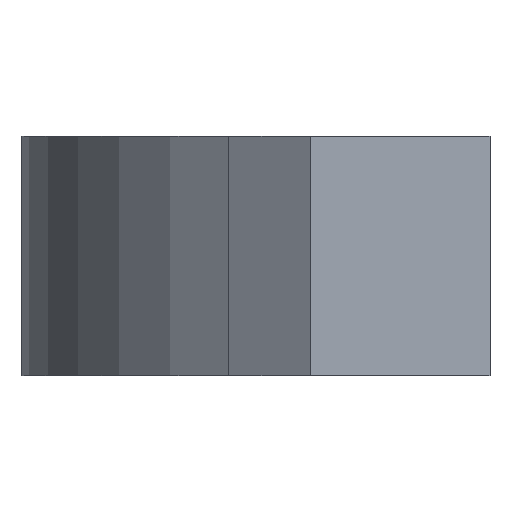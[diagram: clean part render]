
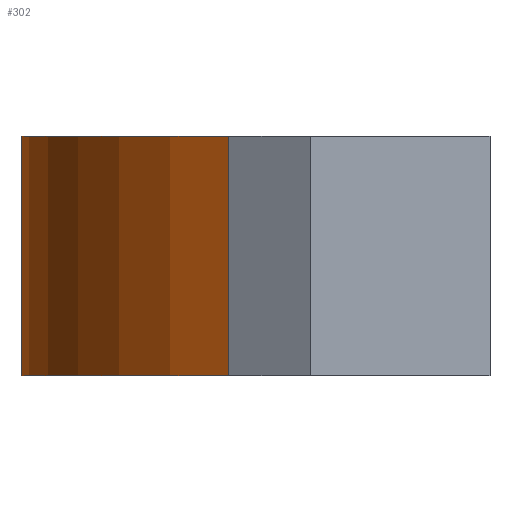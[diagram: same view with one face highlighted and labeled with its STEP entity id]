
A CAD part, left-side view. The second image highlights one B-rep face of the part: STEP entity #302.
In plain terms, the highlighted cylindrical face has radius 39.134 mm (diameter 78.268 mm), a partial arc.
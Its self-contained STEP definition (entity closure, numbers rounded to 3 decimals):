
#5 = VERTEX_POINT ( 'NONE', #121 ) ;
#7 = VERTEX_POINT ( 'NONE', #120 ) ;
#20 = ORIENTED_EDGE ( 'NONE', *, *, #352, .F. ) ;
#31 = ORIENTED_EDGE ( 'NONE', *, *, #359, .T. ) ;
#36 = VERTEX_POINT ( 'NONE', #101 ) ;
#44 = VERTEX_POINT ( 'NONE', #118 ) ;
#55 = ORIENTED_EDGE ( 'NONE', *, *, #311, .F. ) ;
#57 = ORIENTED_EDGE ( 'NONE', *, *, #342, .T. ) ;
#101 = CARTESIAN_POINT ( 'NONE',  ( 31.801, 22.807, 20. ) ) ;
#118 = CARTESIAN_POINT ( 'NONE',  ( 31.801, 22.807, 0. ) ) ;
#120 = CARTESIAN_POINT ( 'NONE',  ( -32.462, 21.856, 0. ) ) ;
#121 = CARTESIAN_POINT ( 'NONE',  ( -32.462, 21.856, 20. ) ) ;
#127 = DIRECTION ( 'NONE',  ( 0., 0., -1. ) ) ;
#129 = CARTESIAN_POINT ( 'NONE',  ( -32.462, 21.856, 20. ) ) ;
#133 = DIRECTION ( 'NONE',  ( 0., 0., -1. ) ) ;
#141 = CARTESIAN_POINT ( 'NONE',  ( 0., 0., 20. ) ) ;
#149 = DIRECTION ( 'NONE',  ( -1., 0., 0. ) ) ;
#172 = CARTESIAN_POINT ( 'NONE',  ( 31.801, 22.807, 20. ) ) ;
#176 = DIRECTION ( 'NONE',  ( 0., 0., -1. ) ) ;
#199 = CARTESIAN_POINT ( 'NONE',  ( 0., 0., 20. ) ) ;
#204 = DIRECTION ( 'NONE',  ( 1., 0., 0. ) ) ;
#207 = DIRECTION ( 'NONE',  ( 0., 0., 1. ) ) ;
#209 = CARTESIAN_POINT ( 'NONE',  ( 0., 0., 0. ) ) ;
#211 = DIRECTION ( 'NONE',  ( 0., 0., 1. ) ) ;
#212 = DIRECTION ( 'NONE',  ( 1., 0., 0. ) ) ;
#260 = LINE ( 'NONE', #129, #261 ) ;
#261 = VECTOR ( 'NONE', #133, 1000. ) ;
#264 = CYLINDRICAL_SURFACE ( 'NONE', #321, 39.134 ) ;
#269 = FACE_OUTER_BOUND ( 'NONE', #416, .T. ) ;
#287 = LINE ( 'NONE', #172, #288 ) ;
#288 = VECTOR ( 'NONE', #176, 1000. ) ;
#302 = ADVANCED_FACE ( 'NONE', ( #269 ), #264, .T. ) ;
#311 = EDGE_CURVE ( 'NONE', #5, #7, #260, .T. ) ;
#321 = AXIS2_PLACEMENT_3D ( 'NONE', #141, #127, #149 ) ;
#324 = AXIS2_PLACEMENT_3D ( 'NONE', #199, #207, #204 ) ;
#326 = AXIS2_PLACEMENT_3D ( 'NONE', #209, #211, #212 ) ;
#342 = EDGE_CURVE ( 'NONE', #36, #44, #287, .T. ) ;
#352 = EDGE_CURVE ( 'NONE', #36, #5, #429, .T. ) ;
#359 = EDGE_CURVE ( 'NONE', #44, #7, #465, .T. ) ;
#416 = EDGE_LOOP ( 'NONE', ( #31, #55, #20, #57 ) ) ;
#429 = CIRCLE ( 'NONE', #324, 39.134 ) ;
#465 = CIRCLE ( 'NONE', #326, 39.134 ) ;
